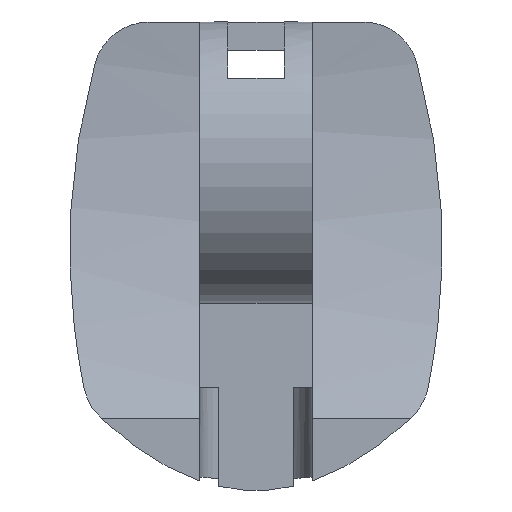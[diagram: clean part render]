
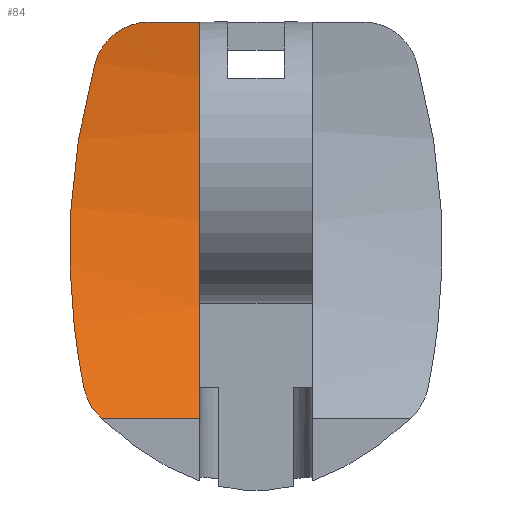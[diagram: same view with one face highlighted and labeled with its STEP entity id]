
A CAD part, front view. The second image highlights one B-rep face of the part: STEP entity #84.
In plain terms, the highlighted free-form (B-spline) face has degree [2, 1] with [3, 2] control points.
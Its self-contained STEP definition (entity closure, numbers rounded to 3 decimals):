
#54 = CARTESIAN_POINT ( 'NONE',  ( -9.839, 3.504, -2.295 ) ) ;
#83 = CARTESIAN_POINT ( 'NONE',  ( -8.59, 5.543, 10.296 ) ) ;
#84 = ADVANCED_FACE ( 'NONE', ( #1013 ), #564, .F. ) ;
#107 = VERTEX_POINT ( 'NONE', #343 ) ;
#112 = ORIENTED_EDGE ( 'NONE', *, *, #1339, .T. ) ;
#119 = B_SPLINE_CURVE_WITH_KNOTS ( 'NONE', 2,
 ( #1287, #1485, #2159 ),
 .UNSPECIFIED., .F., .F.,
 ( 3, 3 ),
 ( 0.177, 0.25 ),
 .UNSPECIFIED. ) ;
#142 = CARTESIAN_POINT ( 'NONE',  ( -7.256, 5.421, 12.085 ) ) ;
#153 = CARTESIAN_POINT ( 'NONE',  ( -8.319, 0.056, -8.589 ) ) ;
#163 = CARTESIAN_POINT ( 'NONE',  ( -3., 6.511, 1.695 ) ) ;
#213 = DIRECTION ( 'NONE',  ( 1., 0., 0. ) ) ;
#226 = CARTESIAN_POINT ( 'NONE',  ( -8.973, 5.584, 8.816 ) ) ;
#299 = EDGE_LOOP ( 'NONE', ( #1120, #402, #112, #1187, #1447, #440, #1384, #986 ) ) ;
#309 = CARTESIAN_POINT ( 'NONE',  ( -8., 5.475, 11.451 ) ) ;
#318 = CARTESIAN_POINT ( 'NONE',  ( -9.026, 0.746, -7.575 ) ) ;
#332 = CARTESIAN_POINT ( 'NONE',  ( -8.274, 5.503, 11.045 ) ) ;
#343 = CARTESIAN_POINT ( 'NONE',  ( -3., 1.11, -7. ) ) ;
#377 = CARTESIAN_POINT ( 'NONE',  ( -9.888, 5.042, 2.818 ) ) ;
#383 = B_SPLINE_CURVE_WITH_KNOTS ( 'NONE', 3,
 ( #1768, #757, #226, #1504, #1453, #1592, #377, #634, #731, #919, #1792, #1602, #54, #932, #1276, #1616 ),
 .UNSPECIFIED., .F., .F.,
 ( 4, 2, 2, 2, 2, 2, 2, 4 ),
 ( 0.002, 0.005, 0.007, 0.011, 0.013, 0.014, 0.016, 0.021 ),
 .UNSPECIFIED. ) ;
#402 = ORIENTED_EDGE ( 'NONE', *, *, #1747, .T. ) ;
#422 = EDGE_CURVE ( 'NONE', #2093, #456, #1212, .T. ) ;
#440 = ORIENTED_EDGE ( 'NONE', *, *, #644, .F. ) ;
#456 = VERTEX_POINT ( 'NONE', #1815 ) ;
#491 = CARTESIAN_POINT ( 'NONE',  ( -3., 0., -8.668 ) ) ;
#492 = EDGE_CURVE ( 'NONE', #2105, #107, #119, .T. ) ;
#536 = CARTESIAN_POINT ( 'NONE',  ( -3., 0., -8.668 ) ) ;
#548 = CARTESIAN_POINT ( 'NONE',  ( -9.188, 1.115, -6.992 ) ) ;
#564 = B_SPLINE_SURFACE_WITH_KNOTS ( 'NONE', 2, 1, ( 
 ( #1690, #491 ),
 ( #1177, #685 ),
 ( #1505, #2190 ) ),
 .UNSPECIFIED., .F., .F., .F.,
 ( 3, 3 ),
 ( 2, 2 ),
 ( 0.177, 1. ),
 ( 0., 1. ),
 .UNSPECIFIED. ) ;
#634 = CARTESIAN_POINT ( 'NONE',  ( -9.933, 4.578, 0.974 ) ) ;
#640 = CARTESIAN_POINT ( 'NONE',  ( -8.59, 5.543, 10.296 ) ) ;
#644 = EDGE_CURVE ( 'NONE', #2105, #1041, #862, .T. ) ;
#648 = CARTESIAN_POINT ( 'NONE',  ( -8.355, 5.512, 10.902 ) ) ;
#685 = CARTESIAN_POINT ( 'NONE',  ( -3., 6.62, 0.646 ) ) ;
#731 = CARTESIAN_POINT ( 'NONE',  ( -9.937, 4.478, 0.606 ) ) ;
#742 = EDGE_CURVE ( 'NONE', #1958, #1136, #1251, .T. ) ;
#757 = CARTESIAN_POINT ( 'NONE',  ( -8.792, 5.575, 9.559 ) ) ;
#764 = VERTEX_POINT ( 'NONE', #83 ) ;
#814 = CARTESIAN_POINT ( 'NONE',  ( -9.128, 0.929, -7.292 ) ) ;
#850 = CARTESIAN_POINT ( 'NONE',  ( -3., 5.379, 12.5 ) ) ;
#853 = CARTESIAN_POINT ( 'NONE',  ( -5.699, 5.379, 12.5 ) ) ;
#857 = EDGE_CURVE ( 'NONE', #456, #1041, #1095, .T. ) ;
#862 = LINE ( 'NONE', #910, #1412 ) ;
#910 = CARTESIAN_POINT ( 'NONE',  ( -10.212, 0., -8.668 ) ) ;
#914 = EDGE_CURVE ( 'NONE', #107, #1136, #1401, .T. ) ;
#919 = CARTESIAN_POINT ( 'NONE',  ( -9.933, 4.261, -0.128 ) ) ;
#921 = DIRECTION ( 'NONE',  ( -1., 0., 0. ) ) ;
#932 = CARTESIAN_POINT ( 'NONE',  ( -9.645, 2.609, -4.381 ) ) ;
#978 = CARTESIAN_POINT ( 'NONE',  ( -5.699, 5.379, 12.5 ) ) ;
#986 = ORIENTED_EDGE ( 'NONE', *, *, #914, .T. ) ;
#990 = CARTESIAN_POINT ( 'NONE',  ( -3., 1.11, -7. ) ) ;
#998 = CARTESIAN_POINT ( 'NONE',  ( -8.292, 0.038, -8.615 ) ) ;
#1005 = CARTESIAN_POINT ( 'NONE',  ( -8.237, 0., -8.668 ) ) ;
#1006 = CARTESIAN_POINT ( 'NONE',  ( -8.739, 0.389, -8.111 ) ) ;
#1013 = FACE_OUTER_BOUND ( 'NONE', #299, .T. ) ;
#1041 = VERTEX_POINT ( 'NONE', #1954 ) ;
#1095 = B_SPLINE_CURVE_WITH_KNOTS ( 'NONE', 3,
 ( #1876, #998, #2195, #1005 ),
 .UNSPECIFIED., .F., .F.,
 ( 4, 4 ),
 ( 0.001, 0.001 ),
 .UNSPECIFIED. ) ;
#1120 = ORIENTED_EDGE ( 'NONE', *, *, #742, .F. ) ;
#1136 = VERTEX_POINT ( 'NONE', #1812 ) ;
#1153 = CARTESIAN_POINT ( 'NONE',  ( -6.969, 5.406, 12.238 ) ) ;
#1177 = CARTESIAN_POINT ( 'NONE',  ( -10.029, 6.62, 0.646 ) ) ;
#1187 = ORIENTED_EDGE ( 'NONE', *, *, #422, .T. ) ;
#1212 = B_SPLINE_CURVE_WITH_KNOTS ( 'NONE', 3,
 ( #2002, #814, #318, #1006, #1696, #153 ),
 .UNSPECIFIED., .F., .F.,
 ( 4, 2, 4 ),
 ( 0., 0.001, 0.002 ),
 .UNSPECIFIED. ) ;
#1251 = LINE ( 'NONE', #1278, #1589 ) ;
#1276 = CARTESIAN_POINT ( 'NONE',  ( -9.443, 1.909, -5.713 ) ) ;
#1278 = CARTESIAN_POINT ( 'NONE',  ( -10.212, 5.379, 12.5 ) ) ;
#1287 = CARTESIAN_POINT ( 'NONE',  ( -3., 0., -8.668 ) ) ;
#1339 = EDGE_CURVE ( 'NONE', #764, #2093, #383, .T. ) ;
#1384 = ORIENTED_EDGE ( 'NONE', *, *, #492, .T. ) ;
#1401 = B_SPLINE_CURVE_WITH_KNOTS ( 'NONE', 2,
 ( #990, #163, #850 ),
 .UNSPECIFIED., .F., .F.,
 ( 3, 3 ),
 ( 0.25, 1. ),
 .UNSPECIFIED. ) ;
#1412 = VECTOR ( 'NONE', #921, 1000. ) ;
#1447 = ORIENTED_EDGE ( 'NONE', *, *, #857, .T. ) ;
#1453 = CARTESIAN_POINT ( 'NONE',  ( -9.427, 5.506, 6.56 ) ) ;
#1485 = CARTESIAN_POINT ( 'NONE',  ( -3., 0.586, -7.844 ) ) ;
#1502 = CARTESIAN_POINT ( 'NONE',  ( -8.49, 5.528, 10.607 ) ) ;
#1504 = CARTESIAN_POINT ( 'NONE',  ( -9.29, 5.549, 7.316 ) ) ;
#1505 = CARTESIAN_POINT ( 'NONE',  ( -10.029, 5.379, 12.5 ) ) ;
#1589 = VECTOR ( 'NONE', #213, 1000. ) ;
#1592 = CARTESIAN_POINT ( 'NONE',  ( -9.761, 5.294, 4.308 ) ) ;
#1602 = CARTESIAN_POINT ( 'NONE',  ( -9.886, 3.777, -1.584 ) ) ;
#1616 = CARTESIAN_POINT ( 'NONE',  ( -9.188, 1.115, -6.992 ) ) ;
#1687 = CARTESIAN_POINT ( 'NONE',  ( -6.348, 5.385, 12.447 ) ) ;
#1690 = CARTESIAN_POINT ( 'NONE',  ( -10.029, 0., -8.668 ) ) ;
#1696 = CARTESIAN_POINT ( 'NONE',  ( -8.551, 0.214, -8.365 ) ) ;
#1709 = B_SPLINE_CURVE_WITH_KNOTS ( 'NONE', 3,
 ( #853, #2055, #1687, #1153, #142, #1848, #309, #332, #648, #1502, #2178, #640 ),
 .UNSPECIFIED., .F., .F.,
 ( 4, 2, 2, 2, 2, 4 ),
 ( 0., 0.001, 0.002, 0.003, 0.003, 0.004 ),
 .UNSPECIFIED. ) ;
#1747 = EDGE_CURVE ( 'NONE', #1958, #764, #1709, .T. ) ;
#1768 = CARTESIAN_POINT ( 'NONE',  ( -8.59, 5.543, 10.296 ) ) ;
#1792 = CARTESIAN_POINT ( 'NONE',  ( -9.925, 4.145, -0.495 ) ) ;
#1812 = CARTESIAN_POINT ( 'NONE',  ( -3., 5.379, 12.5 ) ) ;
#1815 = CARTESIAN_POINT ( 'NONE',  ( -8.319, 0.056, -8.589 ) ) ;
#1848 = CARTESIAN_POINT ( 'NONE',  ( -7.776, 5.456, 11.688 ) ) ;
#1876 = CARTESIAN_POINT ( 'NONE',  ( -8.319, 0.056, -8.589 ) ) ;
#1954 = CARTESIAN_POINT ( 'NONE',  ( -8.237, 0., -8.668 ) ) ;
#1958 = VERTEX_POINT ( 'NONE', #978 ) ;
#2002 = CARTESIAN_POINT ( 'NONE',  ( -9.188, 1.115, -6.992 ) ) ;
#2055 = CARTESIAN_POINT ( 'NONE',  ( -6.028, 5.379, 12.5 ) ) ;
#2093 = VERTEX_POINT ( 'NONE', #548 ) ;
#2105 = VERTEX_POINT ( 'NONE', #536 ) ;
#2159 = CARTESIAN_POINT ( 'NONE',  ( -3., 1.11, -7. ) ) ;
#2178 = CARTESIAN_POINT ( 'NONE',  ( -8.546, 5.536, 10.454 ) ) ;
#2190 = CARTESIAN_POINT ( 'NONE',  ( -3., 5.379, 12.5 ) ) ;
#2195 = CARTESIAN_POINT ( 'NONE',  ( -8.264, 0.019, -8.642 ) ) ;
